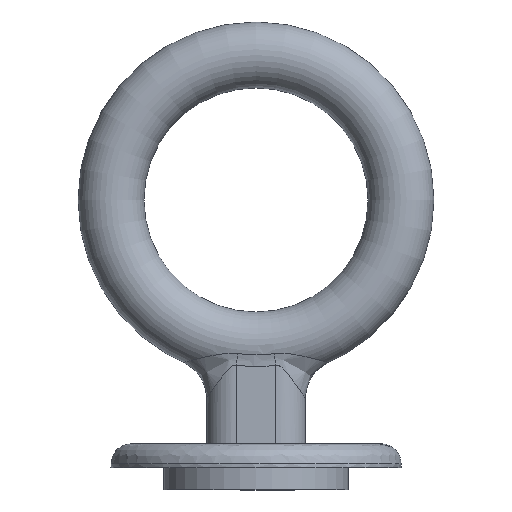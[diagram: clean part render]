
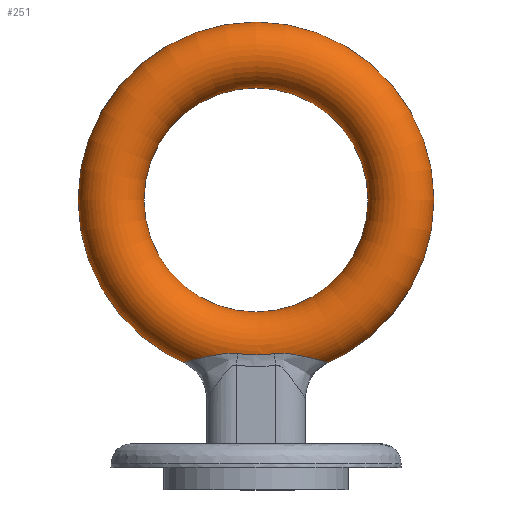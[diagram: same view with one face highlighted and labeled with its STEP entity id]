
A CAD part, front view. The second image highlights one B-rep face of the part: STEP entity #251.
In plain terms, the highlighted toroidal (fillet/blend) face has major radius 11 mm and minor radius 2.5 mm.
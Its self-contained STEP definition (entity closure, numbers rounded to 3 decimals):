
#46=ELLIPSE('',#288,10.184,8.818);
#47=ELLIPSE('',#289,10.184,8.818);
#50=(
BOUNDED_CURVE()
B_SPLINE_CURVE(3,(#394,#395,#396,#397,#398,#399,#400,#401),
 .UNSPECIFIED.,.F.,.F.)
B_SPLINE_CURVE_WITH_KNOTS((4,1,1,1,1,4),(0.,2.08,3.898,
6.509,7.789,8.72),.UNSPECIFIED.)
CURVE()
GEOMETRIC_REPRESENTATION_ITEM()
RATIONAL_B_SPLINE_CURVE((1.,1.,1.,1.,1.,1.,1.,1.))
REPRESENTATION_ITEM('')
);
#51=(
BOUNDED_CURVE()
B_SPLINE_CURVE(3,(#405,#406,#407,#408,#409,#410,#411,#412),
 .UNSPECIFIED.,.F.,.F.)
B_SPLINE_CURVE_WITH_KNOTS((4,1,1,1,1,4),(-0.081,0.849,
2.13,4.741,6.558,8.638),
 .UNSPECIFIED.)
CURVE()
GEOMETRIC_REPRESENTATION_ITEM()
RATIONAL_B_SPLINE_CURVE((1.,1.,1.,1.,1.,1.,1.,1.))
REPRESENTATION_ITEM('')
);
#52=(
BOUNDED_CURVE()
B_SPLINE_CURVE(3,(#414,#415,#416,#417,#418,#419,#420,#421),
 .UNSPECIFIED.,.F.,.F.)
B_SPLINE_CURVE_WITH_KNOTS((4,1,1,1,1,4),(0.,2.08,
3.898,6.509,7.789,8.72),
 .UNSPECIFIED.)
CURVE()
GEOMETRIC_REPRESENTATION_ITEM()
RATIONAL_B_SPLINE_CURVE((1.,1.,1.,1.,1.,1.,
1.,1.))
REPRESENTATION_ITEM('')
);
#53=(
BOUNDED_CURVE()
B_SPLINE_CURVE(3,(#424,#425,#426,#427,#428,#429,#430,#431),
 .UNSPECIFIED.,.F.,.F.)
B_SPLINE_CURVE_WITH_KNOTS((4,1,1,1,1,4),(-0.081,0.849,
2.13,4.741,6.558,8.638),
 .UNSPECIFIED.)
CURVE()
GEOMETRIC_REPRESENTATION_ITEM()
RATIONAL_B_SPLINE_CURVE((1.,1.,1.,1.,1.,1.,1.,1.))
REPRESENTATION_ITEM('')
);
#60=TOROIDAL_SURFACE('',#285,11.,2.5);
#62=FACE_BOUND('',#84,.T.);
#65=FACE_OUTER_BOUND('',#83,.T.);
#83=EDGE_LOOP('',(#175,#176,#177,#178));
#84=EDGE_LOOP('',(#179,#180,#181,#182,#183,#184));
#103=CIRCLE('',#286,2.5);
#104=CIRCLE('',#287,8.5);
#117=VERTEX_POINT('',#389);
#118=VERTEX_POINT('',#392);
#119=VERTEX_POINT('',#393);
#120=VERTEX_POINT('',#402);
#121=VERTEX_POINT('',#404);
#122=VERTEX_POINT('',#413);
#123=VERTEX_POINT('',#422);
#139=EDGE_CURVE('',#117,#117,#103,.T.);
#140=EDGE_CURVE('',#117,#117,#104,.T.);
#141=EDGE_CURVE('',#118,#119,#50,.T.);
#142=EDGE_CURVE('',#119,#120,#46,.T.);
#143=EDGE_CURVE('',#120,#121,#51,.T.);
#144=EDGE_CURVE('',#121,#122,#52,.T.);
#145=EDGE_CURVE('',#122,#123,#47,.T.);
#146=EDGE_CURVE('',#123,#118,#53,.T.);
#175=ORIENTED_EDGE('',*,*,#139,.F.);
#176=ORIENTED_EDGE('',*,*,#140,.T.);
#177=ORIENTED_EDGE('',*,*,#139,.T.);
#178=ORIENTED_EDGE('',*,*,#140,.F.);
#179=ORIENTED_EDGE('',*,*,#141,.T.);
#180=ORIENTED_EDGE('',*,*,#142,.T.);
#181=ORIENTED_EDGE('',*,*,#143,.T.);
#182=ORIENTED_EDGE('',*,*,#144,.T.);
#183=ORIENTED_EDGE('',*,*,#145,.T.);
#184=ORIENTED_EDGE('',*,*,#146,.T.);
#251=ADVANCED_FACE('',(#65,#62),#60,.T.);
#285=AXIS2_PLACEMENT_3D('',#388,#321,#322);
#286=AXIS2_PLACEMENT_3D('',#390,#323,#324);
#287=AXIS2_PLACEMENT_3D('',#391,#325,#326);
#288=AXIS2_PLACEMENT_3D('',#403,#327,#328);
#289=AXIS2_PLACEMENT_3D('',#423,#329,#330);
#321=DIRECTION('center_axis',(0.,-1.,0.));
#322=DIRECTION('ref_axis',(0.,0.,-1.));
#323=DIRECTION('center_axis',(-1.,0.,0.));
#324=DIRECTION('ref_axis',(0.,0.,1.));
#325=DIRECTION('center_axis',(0.,1.,0.));
#326=DIRECTION('ref_axis',(0.,0.,-1.));
#327=DIRECTION('center_axis',(0.,1.,0.));
#328=DIRECTION('ref_axis',(1.,0.,0.));
#329=DIRECTION('center_axis',(0.,-1.,0.));
#330=DIRECTION('ref_axis',(1.,0.,0.));
#388=CARTESIAN_POINT('Origin',(0.02,0.,
21.982));
#389=CARTESIAN_POINT('',(0.02,0.,30.482));
#390=CARTESIAN_POINT('Origin',(0.02,0.,
32.982));
#391=CARTESIAN_POINT('Origin',(0.02,0.,
21.982));
#392=CARTESIAN_POINT('',(5.542,0.,9.663));
#393=CARTESIAN_POINT('',(1.414,2.386,10.32));
#394=CARTESIAN_POINT('Ctrl Pts',(5.542,0.,9.663));
#395=CARTESIAN_POINT('Ctrl Pts',(5.542,0.316,9.663));
#396=CARTESIAN_POINT('Ctrl Pts',(5.366,0.904,9.71));
#397=CARTESIAN_POINT('Ctrl Pts',(4.58,1.709,9.904));
#398=CARTESIAN_POINT('Ctrl Pts',(3.532,2.163,10.159));
#399=CARTESIAN_POINT('Ctrl Pts',(2.372,2.355,10.353));
#400=CARTESIAN_POINT('Ctrl Pts',(1.702,2.387,10.356));
#401=CARTESIAN_POINT('Ctrl Pts',(1.414,2.386,10.32));
#402=CARTESIAN_POINT('',(-1.374,2.386,10.32));
#403=CARTESIAN_POINT('Origin',(0.02,2.386,19.055));
#404=CARTESIAN_POINT('',(-5.503,0.,9.663));
#405=CARTESIAN_POINT('Ctrl Pts',(-1.374,2.386,10.32));
#406=CARTESIAN_POINT('Ctrl Pts',(-1.663,2.387,10.356));
#407=CARTESIAN_POINT('Ctrl Pts',(-2.333,2.355,10.353));
#408=CARTESIAN_POINT('Ctrl Pts',(-3.492,2.163,10.159));
#409=CARTESIAN_POINT('Ctrl Pts',(-4.54,1.709,9.904));
#410=CARTESIAN_POINT('Ctrl Pts',(-5.327,0.904,9.71));
#411=CARTESIAN_POINT('Ctrl Pts',(-5.503,0.316,9.663));
#412=CARTESIAN_POINT('Ctrl Pts',(-5.503,0.,
9.663));
#413=CARTESIAN_POINT('',(-1.374,-2.386,10.32));
#414=CARTESIAN_POINT('Ctrl Pts',(-5.503,0.,
9.663));
#415=CARTESIAN_POINT('Ctrl Pts',(-5.503,-0.316,9.663));
#416=CARTESIAN_POINT('Ctrl Pts',(-5.327,-0.904,9.71));
#417=CARTESIAN_POINT('Ctrl Pts',(-4.54,-1.709,9.904));
#418=CARTESIAN_POINT('Ctrl Pts',(-3.492,-2.163,10.159));
#419=CARTESIAN_POINT('Ctrl Pts',(-2.333,-2.355,10.353));
#420=CARTESIAN_POINT('Ctrl Pts',(-1.663,-2.387,10.356));
#421=CARTESIAN_POINT('Ctrl Pts',(-1.374,-2.386,10.32));
#422=CARTESIAN_POINT('',(1.414,-2.386,10.32));
#423=CARTESIAN_POINT('Origin',(0.02,-2.386,19.055));
#424=CARTESIAN_POINT('Ctrl Pts',(1.414,-2.386,10.32));
#425=CARTESIAN_POINT('Ctrl Pts',(1.702,-2.387,10.356));
#426=CARTESIAN_POINT('Ctrl Pts',(2.372,-2.355,10.353));
#427=CARTESIAN_POINT('Ctrl Pts',(3.532,-2.163,10.159));
#428=CARTESIAN_POINT('Ctrl Pts',(4.58,-1.709,9.904));
#429=CARTESIAN_POINT('Ctrl Pts',(5.366,-0.904,9.71));
#430=CARTESIAN_POINT('Ctrl Pts',(5.542,-0.316,9.663));
#431=CARTESIAN_POINT('Ctrl Pts',(5.542,0.,9.663));
